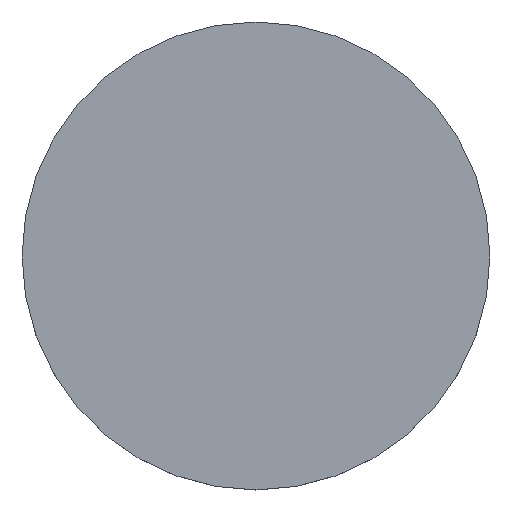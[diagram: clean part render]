
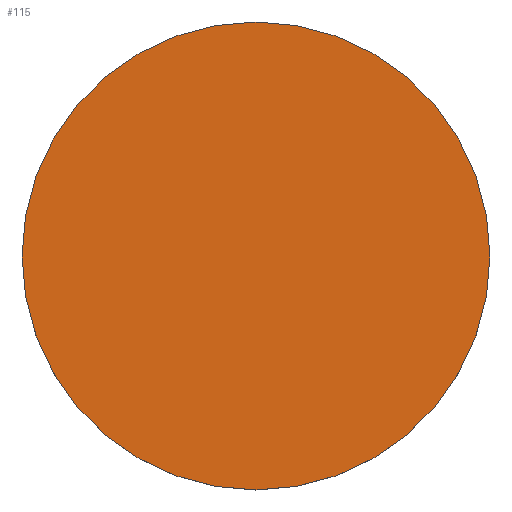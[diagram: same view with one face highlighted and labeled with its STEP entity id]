
A CAD part, top view. The second image highlights one B-rep face of the part: STEP entity #115.
In plain terms, the highlighted planar face has unit normal (0, 0, 1).
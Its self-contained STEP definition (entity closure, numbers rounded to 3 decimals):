
#62=CARTESIAN_POINT('',(-21.875,0.,-95.12));
#63=VERTEX_POINT('',#62);
#70=CARTESIAN_POINT('',(21.875,0.,-95.12));
#71=VERTEX_POINT('',#70);
#72=CARTESIAN_POINT('',(0.,0.,-95.12));
#73=DIRECTION('',(0.,0.,1.));
#74=DIRECTION('',(1.,0.,-0.));
#75=AXIS2_PLACEMENT_3D('',#72,#73,#74);
#76=CIRCLE('',#75,21.875);
#77=EDGE_CURVE('',#71,#63,#76,.T.);
#79=CARTESIAN_POINT('',(0.,0.,-95.12));
#80=DIRECTION('',(0.,0.,1.));
#81=DIRECTION('',(1.,0.,-0.));
#82=AXIS2_PLACEMENT_3D('',#79,#80,#81);
#83=CIRCLE('',#82,21.875);
#84=EDGE_CURVE('',#63,#71,#83,.T.);
#106=CARTESIAN_POINT('',(0.,0.,-95.12));
#107=DIRECTION('',(0.,0.,1.));
#108=DIRECTION('',(1.,-0.,-0.));
#109=AXIS2_PLACEMENT_3D('',#106,#107,#108);
#110=PLANE('',#109);
#111=ORIENTED_EDGE('',*,*,#77,.T.);
#112=ORIENTED_EDGE('',*,*,#84,.T.);
#113=EDGE_LOOP('',(#111,#112));
#114=FACE_BOUND('',#113,.T.);
#115=ADVANCED_FACE('',(#114),#110,.T.);
